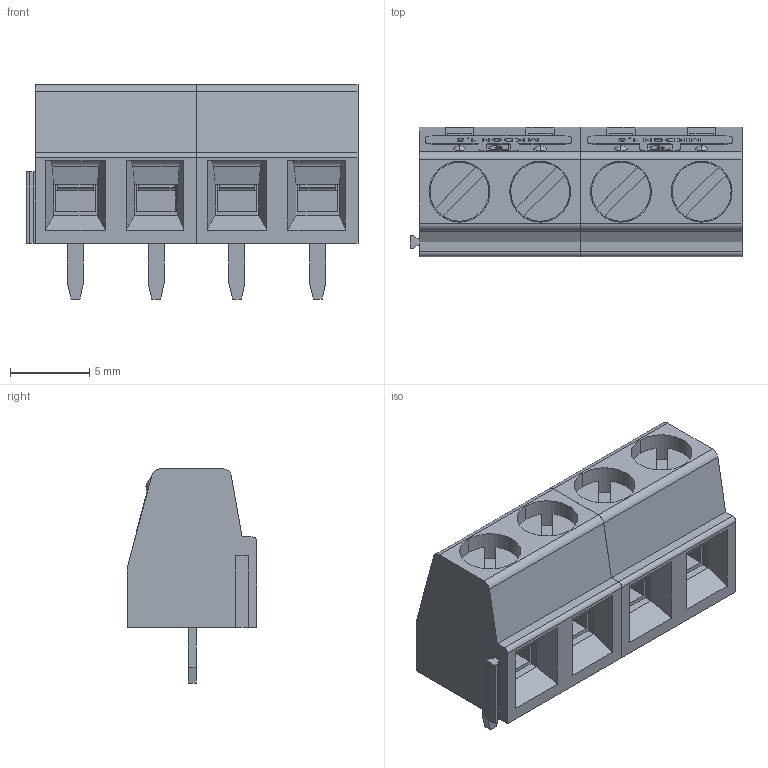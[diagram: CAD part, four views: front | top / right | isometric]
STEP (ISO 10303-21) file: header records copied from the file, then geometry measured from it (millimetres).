
FILE_DESCRIPTION(('STEP AP242'),'1');
FILE_NAME('1729144.stp','2024-12-08T17:38:18',('TraceParts'),('TraceParts S.A.'),'Spatial InterOp 3D',' ',' ');
FILE_SCHEMA(('AP242_MANAGED_MODEL_BASED_3D_ENGINEERING_MIM_LF {1 0 10303 442 1 1 4}'));
Length unit declared in the file: millimetre
Products named in the file (1): 1729144_1
Bounding box: 20.89 x 8.15 x 13.47 mm (x, y, z)
Volume: 1037.4 mm3; surface area: 2817.6 mm2
Topology: 14 solids, 14 shells, 1044 faces, 2904 edges, 1920 vertices
Faces by surface type: plane 892, cylinder 130, sphere 12, extrusion 10
Entity records: 44166 total; most frequent: CARTESIAN_POINT 6400, ORIENTED_EDGE 5808, DIRECTION 5322, EDGE_CURVE 2904, VECTOR 2562, LINE 2552, VERTEX_POINT 1920, STYLED_ITEM 1478
